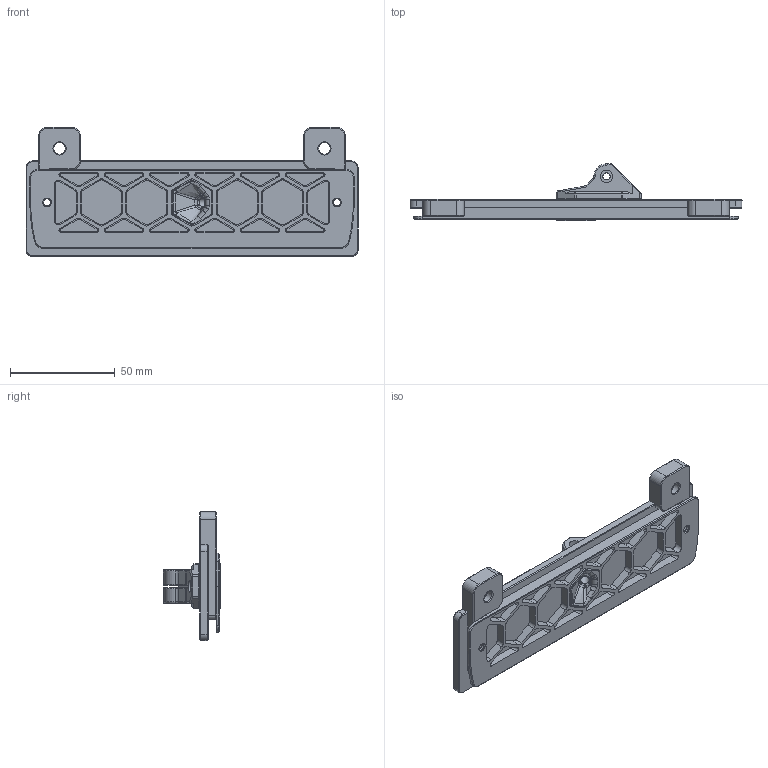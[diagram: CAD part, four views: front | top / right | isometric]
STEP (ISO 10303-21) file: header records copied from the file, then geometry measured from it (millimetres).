
FILE_DESCRIPTION(/* description */ (''),/* implementation_level */ '2;1');
FILE_NAME(/* name */ 'PTFE_Rear_Inlet_45deg.step',/* time_stamp */ '2024-04-02T16:29:32-07:00',/* author */ (''),/* organization */ (''),/* preprocessor_version */ 'ST-DEVELOPER v20',/* originating_system */ 'Autodesk Translation Framework v12.20.1.177',/* authorisation */ '');
FILE_SCHEMA (('AUTOMOTIVE_DESIGN { 1 0 10303 214 3 1 1 }'));
Length unit declared in the file: millimetre
Products named in the file (4): Exhaust Cover; ExhaustCover; Exhaust Grill; Filament_Inlet
Assembly tree (3 placements, depth 2):
  Exhaust Cover
    ExhaustCover
    Exhaust Grill
    Filament_Inlet
Bounding box: 158.4 x 27.28 x 61.6 mm (x, y, z)
Volume: 54892.6 mm3; surface area: 36958.1 mm2
Topology: 3 solids, 3 shells, 655 faces, 1714 edges, 1085 vertices
Faces by surface type: plane 319, cylinder 223, cone 51, bspline 42, torus 14, sphere 6
Full cylindrical faces by diameter (mm): 3.4 x6, 4.2 x1, 4.7 x5, 5.5 x2, 6 x3, 11 x2
Entity records: 21158 total; most frequent: CARTESIAN_POINT 4600, DIRECTION 3464, ORIENTED_EDGE 3428, EDGE_CURVE 1714, AXIS2_PLACEMENT_3D 1205, VERTEX_POINT 1085, LINE 1054, VECTOR 1054
